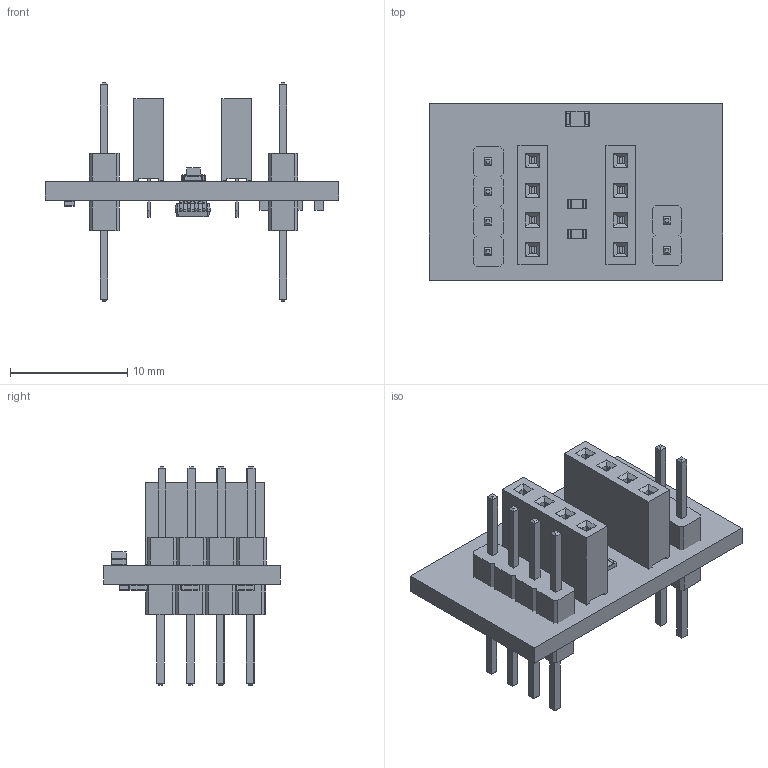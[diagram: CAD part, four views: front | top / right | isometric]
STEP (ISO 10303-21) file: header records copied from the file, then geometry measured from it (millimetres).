
FILE_DESCRIPTION(('KiCad electronic assembly'),'2;1');
FILE_NAME('benzene.step','2020-12-13T21:44:20',('An Author'),( 'A Company'),'Open CASCADE STEP processor 6.9', 'KiCad to STEP converter','Unknown');
FILE_SCHEMA(('AUTOMOTIVE_DESIGN { 1 0 10303 214 1 1 1 1 }'));
Length unit declared in the file: millimetre
Products named in the file (16): Open CASCADE STEP translator 6.9 1; PinSocket_1x04_P2.54mm_Vertical; SOLID; PinHeader_1x04_P2.54mm_Vertical; R_0603_1608Metric; LED_0805_2012Metric; VSSOP-8_3.0x3.0mm_P0.65mm; PinHeader_1x02_P2.54mm_Vertical; C_0603_1608Metric; COMPOUND
Assembly tree (27 placements, depth 3):
  Open CASCADE STEP translator 6.9 1
    PinSocket_1x04_P2.54mm_Vertical  x2
      SOLID
    PinHeader_1x04_P2.54mm_Vertical  x2
      SOLID
    R_0603_1608Metric  x7
      SOLID
    LED_0805_2012Metric
      SOLID
    VSSOP-8_3.0x3.0mm_P0.65mm
      SOLID
    PinHeader_1x02_P2.54mm_Vertical  x2
      SOLID
    C_0603_1608Metric  x4
      SOLID
    COMPOUND
Bounding box: 25 x 15 x 18.58 mm (x, y, z)
Volume: 1181.4 mm3; surface area: 2293.4 mm2
Topology: 20 solids, 20 shells, 1092 faces, 2762 edges, 1768 vertices
Faces by surface type: plane 901, cylinder 159, bspline 32
Full cylindrical faces by diameter (mm): 0.25 x1, 0.8 x8, 1 x6
Entity records: 39729 total; most frequent: CARTESIAN_POINT 6458, DIRECTION 5419, LINE 3906, VECTOR 3906, ORIENTED_EDGE 2868, PCURVE 2868, DEFINITIONAL_REPRESENTATION 2868, EDGE_CURVE 1434
